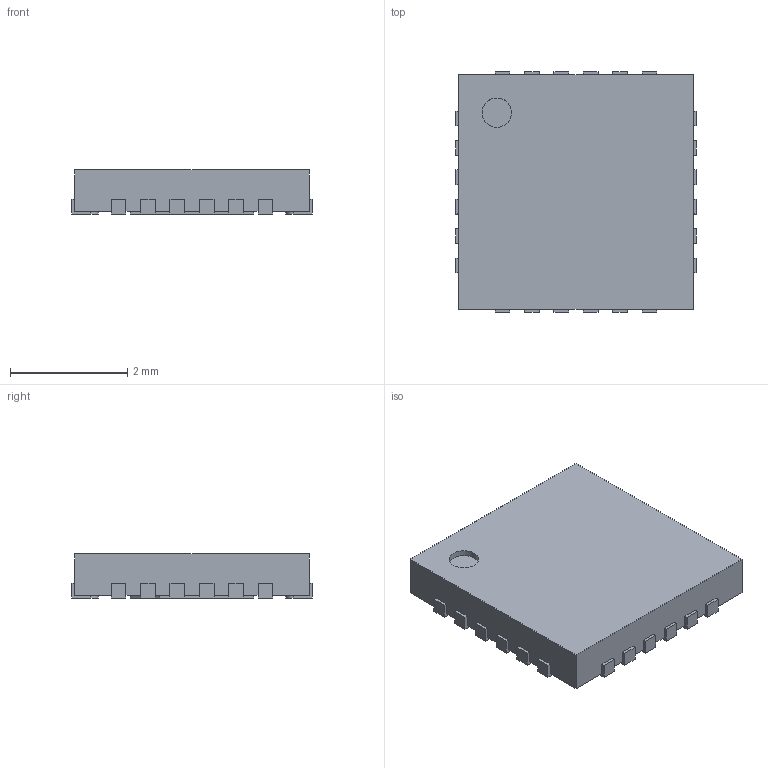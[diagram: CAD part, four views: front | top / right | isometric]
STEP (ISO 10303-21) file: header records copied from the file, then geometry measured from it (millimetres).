
FILE_DESCRIPTION(/* description */ ('STEP AP214'),/* implementation_level */ '2;1');
FILE_NAME(/* name */ '611aa3f8319a1d5b7da72bee',/* time_stamp */ '2021-08-16T17:44:24+00:00',/* author */ (''),/* organization */ (''),/* preprocessor_version */ 'ST-DEVELOPER v18.1',/* originating_system */ ' ',/* authorisation */ ' ');
FILE_SCHEMA (('AUTOMOTIVE_DESIGN {1 0 10303 214 3 1 1}'));
Length unit declared in the file: metre
Products named in the file (1): Part 1
Bounding box: 4.1 x 4.1 x 0.75 mm (x, y, z)
Volume: 11.6 mm3; surface area: 46.4 mm2
Topology: 1 solids, 1 shells, 158 faces, 462 edges, 308 vertices
Faces by surface type: plane 133, cylinder 25
Full cylindrical faces by diameter (mm): 0.5 x1
Entity records: 6310 total; most frequent: CARTESIAN_POINT 928, ORIENTED_EDGE 922, DIRECTION 829, EDGE_CURVE 461, LINE 411, VECTOR 411, VERTEX_POINT 308, AXIS2_PLACEMENT_3D 209
